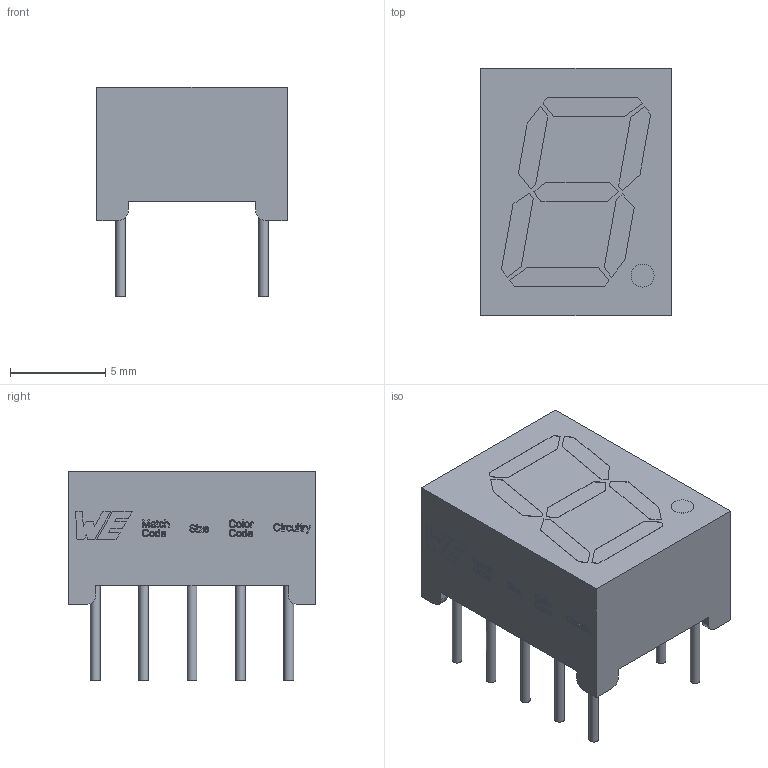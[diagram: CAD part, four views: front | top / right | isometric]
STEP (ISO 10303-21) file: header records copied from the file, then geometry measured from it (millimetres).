
FILE_DESCRIPTION(/* description */ ('Unknown'),/* implementation_level */ '2;1');
FILE_NAME(/* name */ '157119x12801_157119x12701',/* time_stamp */ '2021-04-15T09:43:57+02:00',/* author */ ('Unknown'),/* organization */ ('Unknown'),/* preprocessor_version */ 'ST-DEVELOPER v16.7',/* originating_system */ 'Solid Edge',/* authorisation */ 'Unknown');
FILE_SCHEMA (('AUTOMOTIVE_DESIGN {1 0 10303 214 3 1 1}'));
Length unit declared in the file: millimetre
Products named in the file (4): 157039xxx; Housing; PCB; Glue
Assembly tree (3 placements, depth 2):
  157039xxx
    Housing
    PCB
    Glue
Bounding box: 10 x 13 x 11 mm (x, y, z)
Volume: 222.5 mm3; surface area: 1341.4 mm2
Topology: 3 solids, 3 shells, 483 faces, 1187 edges, 793 vertices
Faces by surface type: plane 375, bspline 73, cylinder 35
Full cylindrical faces by diameter (mm): 0.5 x10, 0.51 x10, 1 x4, 1.2 x1, 1.5 x2
Entity records: 20373 total; most frequent: CARTESIAN_POINT 6593, ORIENTED_EDGE 2286, DIRECTION 1601, EDGE_CURVE 1143, VERTEX_POINT 788, LINE 633, VECTOR 633, EDGE_LOOP 629
